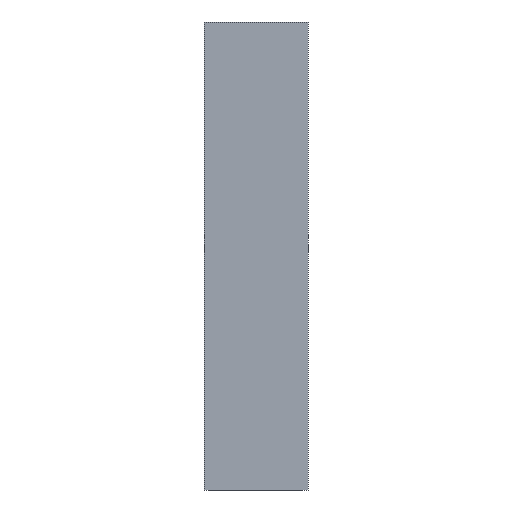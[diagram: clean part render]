
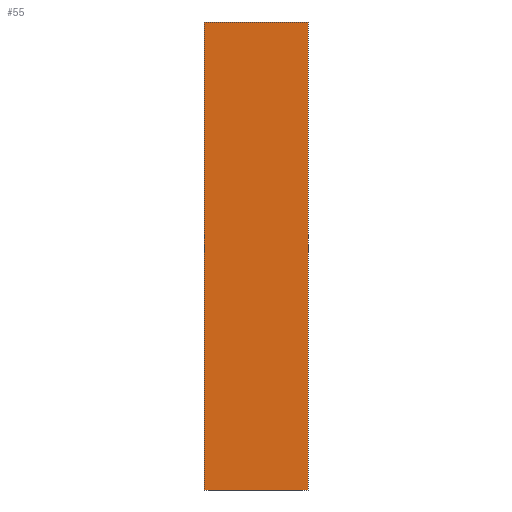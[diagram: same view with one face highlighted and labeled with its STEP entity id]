
A CAD part, left-side view. The second image highlights one B-rep face of the part: STEP entity #55.
In plain terms, the highlighted planar face has unit normal (-1, 0, 0).
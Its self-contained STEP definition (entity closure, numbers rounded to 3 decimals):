
#2 = ORIENTED_EDGE ( 'NONE', *, *, #50, .T. ) ;
#10 = CARTESIAN_POINT ( 'NONE',  ( -50., -50., -225. ) ) ;
#15 = VERTEX_POINT ( 'NONE', #248 ) ;
#17 = VECTOR ( 'NONE', #221, 1000. ) ;
#29 = DIRECTION ( 'NONE',  ( 0., 0., -1. ) ) ;
#38 = EDGE_CURVE ( 'NONE', #316, #241, #278, .T. ) ;
#49 = LINE ( 'NONE', #317, #308 ) ;
#50 = EDGE_CURVE ( 'NONE', #316, #15, #228, .T. ) ;
#54 = AXIS2_PLACEMENT_3D ( 'NONE', #91, #120, #351 ) ;
#55 = ADVANCED_FACE ( 'NONE', ( #127 ), #349, .F. ) ;
#65 = DIRECTION ( 'NONE',  ( 0., -1., 0. ) ) ;
#70 = CARTESIAN_POINT ( 'NONE',  ( -50., -50., -225. ) ) ;
#84 = EDGE_CURVE ( 'NONE', #241, #249, #49, .T. ) ;
#91 = CARTESIAN_POINT ( 'NONE',  ( -50., -50., 225. ) ) ;
#118 = CARTESIAN_POINT ( 'NONE',  ( -50., -50., 225. ) ) ;
#120 = DIRECTION ( 'NONE',  ( 1., 0., 0. ) ) ;
#127 = FACE_OUTER_BOUND ( 'NONE', #189, .T. ) ;
#137 = VECTOR ( 'NONE', #145, 1000. ) ;
#138 = VECTOR ( 'NONE', #65, 1000. ) ;
#145 = DIRECTION ( 'NONE',  ( 0., 0., -1. ) ) ;
#166 = ORIENTED_EDGE ( 'NONE', *, *, #84, .F. ) ;
#189 = EDGE_LOOP ( 'NONE', ( #307, #166, #216, #2 ) ) ;
#192 = LINE ( 'NONE', #10, #138 ) ;
#216 = ORIENTED_EDGE ( 'NONE', *, *, #38, .F. ) ;
#220 = CARTESIAN_POINT ( 'NONE',  ( -50., 50., 225. ) ) ;
#221 = DIRECTION ( 'NONE',  ( 0., -1., 0. ) ) ;
#228 = LINE ( 'NONE', #220, #137 ) ;
#241 = VERTEX_POINT ( 'NONE', #263 ) ;
#248 = CARTESIAN_POINT ( 'NONE',  ( -50., 50., -225. ) ) ;
#249 = VERTEX_POINT ( 'NONE', #70 ) ;
#263 = CARTESIAN_POINT ( 'NONE',  ( -50., -50., 225. ) ) ;
#278 = LINE ( 'NONE', #118, #17 ) ;
#292 = CARTESIAN_POINT ( 'NONE',  ( -50., 50., 225. ) ) ;
#307 = ORIENTED_EDGE ( 'NONE', *, *, #311, .T. ) ;
#308 = VECTOR ( 'NONE', #29, 1000. ) ;
#311 = EDGE_CURVE ( 'NONE', #15, #249, #192, .T. ) ;
#316 = VERTEX_POINT ( 'NONE', #292 ) ;
#317 = CARTESIAN_POINT ( 'NONE',  ( -50., -50., 225. ) ) ;
#349 = PLANE ( 'NONE',  #54 ) ;
#351 = DIRECTION ( 'NONE',  ( 0., 0., -1. ) ) ;
